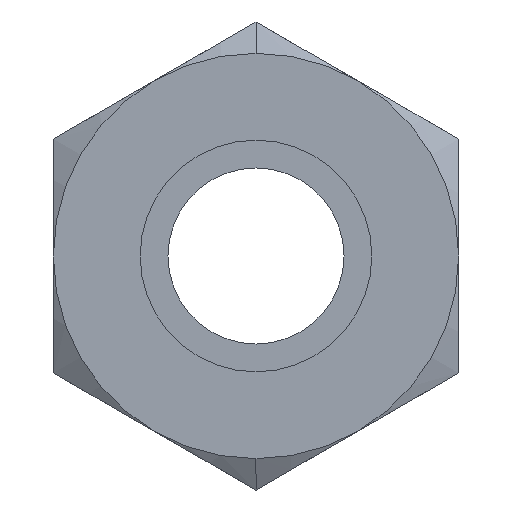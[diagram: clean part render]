
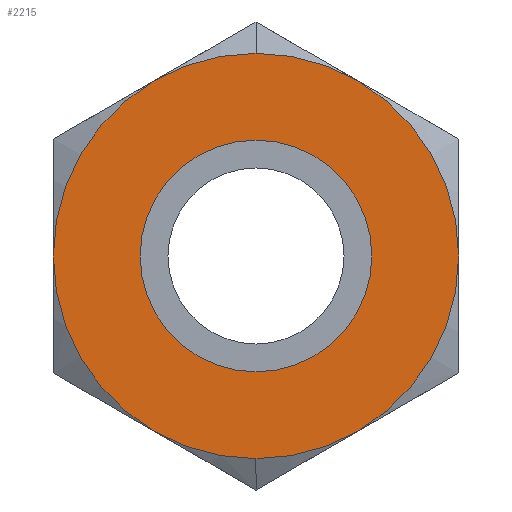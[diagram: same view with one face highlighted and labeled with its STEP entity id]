
A CAD part, left-side view. The second image highlights one B-rep face of the part: STEP entity #2215.
In plain terms, the highlighted planar face has unit normal (-1, 0, 0).
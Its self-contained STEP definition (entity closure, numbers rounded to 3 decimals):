
#267 = DIRECTION ( 'NONE',  ( -1., 0., 0. ) ) ;
#524 = EDGE_LOOP ( 'NONE', ( #881, #2928 ) ) ;
#635 = AXIS2_PLACEMENT_3D ( 'NONE', #1771, #2267, #688 ) ;
#688 = DIRECTION ( 'NONE',  ( 0., 0., -1. ) ) ;
#767 = EDGE_CURVE ( 'NONE', #6995, #4322, #1196, .T. ) ;
#881 = ORIENTED_EDGE ( 'NONE', *, *, #767, .T. ) ;
#888 = EDGE_CURVE ( 'NONE', #3346, #5216, #5991, .T. ) ;
#927 = CARTESIAN_POINT ( 'NONE',  ( 0., 0., 0. ) ) ;
#1076 = DIRECTION ( 'NONE',  ( 0., 0., 1. ) ) ;
#1194 = CARTESIAN_POINT ( 'NONE',  ( 0., 0., 0. ) ) ;
#1196 = CIRCLE ( 'NONE', #2157, 6.35 ) ;
#1599 = CARTESIAN_POINT ( 'NONE',  ( 0., 0., 0. ) ) ;
#1771 = CARTESIAN_POINT ( 'NONE',  ( 0., 0., 0. ) ) ;
#2011 = CARTESIAN_POINT ( 'NONE',  ( 0., 0., 5.555 ) ) ;
#2106 = ORIENTED_EDGE ( 'NONE', *, *, #888, .F. ) ;
#2157 = AXIS2_PLACEMENT_3D ( 'NONE', #927, #6031, #6632 ) ;
#2189 = AXIS2_PLACEMENT_3D ( 'NONE', #2011, #267, #5398 ) ;
#2215 = ADVANCED_FACE ( 'NONE', ( #3814, #7266 ), #4339, .T. ) ;
#2267 = DIRECTION ( 'NONE',  ( 1., 0., 0. ) ) ;
#2695 = ORIENTED_EDGE ( 'NONE', *, *, #4078, .F. ) ;
#2820 = DIRECTION ( 'NONE',  ( 0., 0., 1. ) ) ;
#2928 = ORIENTED_EDGE ( 'NONE', *, *, #3076, .T. ) ;
#3076 = EDGE_CURVE ( 'NONE', #4322, #6995, #4940, .T. ) ;
#3346 = VERTEX_POINT ( 'NONE', #4340 ) ;
#3814 = FACE_BOUND ( 'NONE', #524, .T. ) ;
#4078 = EDGE_CURVE ( 'NONE', #5216, #3346, #6626, .T. ) ;
#4322 = VERTEX_POINT ( 'NONE', #6512 ) ;
#4339 = PLANE ( 'NONE',  #2189 ) ;
#4340 = CARTESIAN_POINT ( 'NONE',  ( 0., 0., -11.11 ) ) ;
#4421 = EDGE_LOOP ( 'NONE', ( #2695, #2106 ) ) ;
#4500 = CARTESIAN_POINT ( 'NONE',  ( 0., 0., 11.11 ) ) ;
#4940 = CIRCLE ( 'NONE', #5895, 6.35 ) ;
#5216 = VERTEX_POINT ( 'NONE', #4500 ) ;
#5398 = DIRECTION ( 'NONE',  ( 0., 0., 1. ) ) ;
#5895 = AXIS2_PLACEMENT_3D ( 'NONE', #1194, #6256, #2820 ) ;
#5991 = CIRCLE ( 'NONE', #635, 11.11 ) ;
#6031 = DIRECTION ( 'NONE',  ( 1., 0., 0. ) ) ;
#6256 = DIRECTION ( 'NONE',  ( 1., 0., 0. ) ) ;
#6504 = AXIS2_PLACEMENT_3D ( 'NONE', #1599, #6774, #1076 ) ;
#6512 = CARTESIAN_POINT ( 'NONE',  ( 0., 0., 6.35 ) ) ;
#6626 = CIRCLE ( 'NONE', #6504, 11.11 ) ;
#6632 = DIRECTION ( 'NONE',  ( 0., 0., -1. ) ) ;
#6722 = CARTESIAN_POINT ( 'NONE',  ( 0., 0., -6.35 ) ) ;
#6774 = DIRECTION ( 'NONE',  ( 1., 0., 0. ) ) ;
#6995 = VERTEX_POINT ( 'NONE', #6722 ) ;
#7266 = FACE_OUTER_BOUND ( 'NONE', #4421, .T. ) ;
